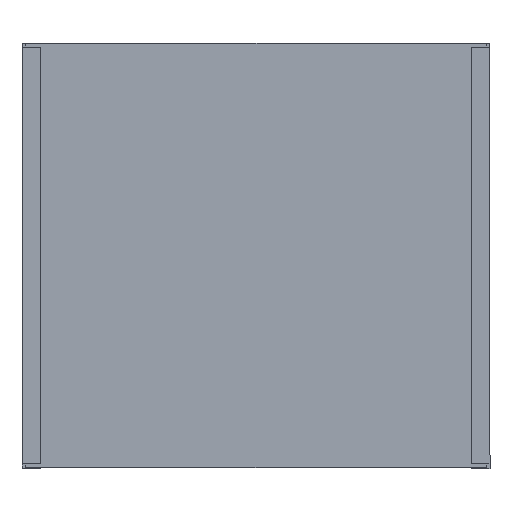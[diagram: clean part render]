
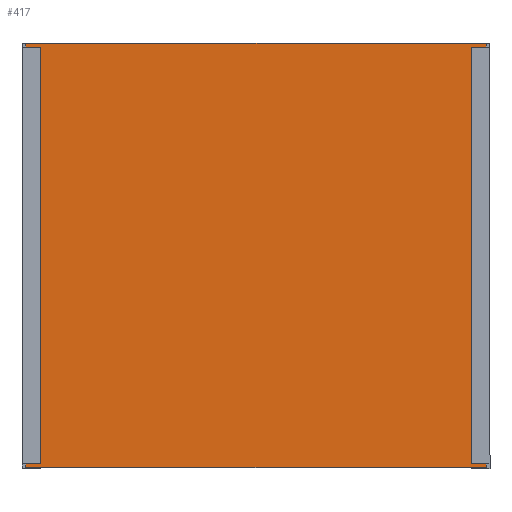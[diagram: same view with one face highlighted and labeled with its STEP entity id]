
A CAD part, top view. The second image highlights one B-rep face of the part: STEP entity #417.
In plain terms, the highlighted planar face has unit normal (0, 0, 1).
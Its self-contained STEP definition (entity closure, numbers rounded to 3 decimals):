
#85 = VECTOR ( 'NONE', #1614, 1000. ) ;
#151 = LINE ( 'NONE', #1383, #85 ) ;
#162 = EDGE_LOOP ( 'NONE', ( #890, #889, #888, #887, #886, #885, #884, #883, #882, #881, #880, #879 ) ) ;
#171 = EDGE_CURVE ( 'NONE', #1374, #1133, #151, .T. ) ;
#223 = FACE_OUTER_BOUND ( 'NONE', #162, .T. ) ;
#417 = ADVANCED_FACE ( 'NONE', ( #223 ), #1324, .T. ) ;
#448 = LINE ( 'NONE', #1165, #473 ) ;
#473 = VECTOR ( 'NONE', #1159, 1000. ) ;
#476 = LINE ( 'NONE', #1113, #515 ) ;
#481 = LINE ( 'NONE', #1150, #482 ) ;
#482 = VECTOR ( 'NONE', #1149, 1000. ) ;
#483 = LINE ( 'NONE', #1148, #484 ) ;
#484 = VECTOR ( 'NONE', #1147, 1000. ) ;
#495 = LINE ( 'NONE', #1134, #496 ) ;
#496 = VECTOR ( 'NONE', #1132, 1000. ) ;
#498 = LINE ( 'NONE', #1109, #520 ) ;
#515 = VECTOR ( 'NONE', #1108, 1000. ) ;
#520 = VECTOR ( 'NONE', #1100, 1000. ) ;
#532 = LINE ( 'NONE', #1087, #533 ) ;
#533 = VECTOR ( 'NONE', #1086, 1000. ) ;
#551 = LINE ( 'NONE', #1062, #552 ) ;
#552 = VECTOR ( 'NONE', #1061, 1000. ) ;
#553 = LINE ( 'NONE', #1060, #554 ) ;
#554 = VECTOR ( 'NONE', #1059, 1000. ) ;
#555 = LINE ( 'NONE', #1057, #556 ) ;
#556 = VECTOR ( 'NONE', #1056, 1000. ) ;
#557 = LINE ( 'NONE', #1054, #558 ) ;
#558 = VECTOR ( 'NONE', #1053, 1000. ) ;
#575 = EDGE_CURVE ( 'NONE', #1330, #1335, #448, .T. ) ;
#579 = EDGE_CURVE ( 'NONE', #1335, #1160, #481, .T. ) ;
#580 = EDGE_CURVE ( 'NONE', #1365, #1369, #483, .T. ) ;
#586 = EDGE_CURVE ( 'NONE', #1261, #1120, #495, .T. ) ;
#596 = EDGE_CURVE ( 'NONE', #1369, #1283, #476, .T. ) ;
#599 = EDGE_CURVE ( 'NONE', #1330, #1261, #498, .T. ) ;
#605 = EDGE_CURVE ( 'NONE', #1232, #1365, #532, .T. ) ;
#615 = EDGE_CURVE ( 'NONE', #1133, #1283, #551, .T. ) ;
#616 = EDGE_CURVE ( 'NONE', #1160, #1232, #553, .T. ) ;
#617 = EDGE_CURVE ( 'NONE', #1124, #1374, #555, .T. ) ;
#618 = EDGE_CURVE ( 'NONE', #1120, #1124, #557, .T. ) ;
#653 = AXIS2_PLACEMENT_3D ( 'NONE', #1321, #1313, #1312 ) ;
#879 = ORIENTED_EDGE ( 'NONE', *, *, #579, .T. ) ;
#880 = ORIENTED_EDGE ( 'NONE', *, *, #575, .T. ) ;
#881 = ORIENTED_EDGE ( 'NONE', *, *, #599, .F. ) ;
#882 = ORIENTED_EDGE ( 'NONE', *, *, #586, .F. ) ;
#883 = ORIENTED_EDGE ( 'NONE', *, *, #618, .F. ) ;
#884 = ORIENTED_EDGE ( 'NONE', *, *, #617, .F. ) ;
#885 = ORIENTED_EDGE ( 'NONE', *, *, #171, .F. ) ;
#886 = ORIENTED_EDGE ( 'NONE', *, *, #615, .F. ) ;
#887 = ORIENTED_EDGE ( 'NONE', *, *, #596, .T. ) ;
#888 = ORIENTED_EDGE ( 'NONE', *, *, #580, .T. ) ;
#889 = ORIENTED_EDGE ( 'NONE', *, *, #605, .T. ) ;
#890 = ORIENTED_EDGE ( 'NONE', *, *, #616, .T. ) ;
#957 = CARTESIAN_POINT ( 'NONE',  ( -5.835, 5.64, 6.49 ) ) ;
#959 = CARTESIAN_POINT ( 'NONE',  ( 6.235, 5.74, 6.49 ) ) ;
#961 = CARTESIAN_POINT ( 'NONE',  ( 6.235, 5.64, 6.49 ) ) ;
#968 = CARTESIAN_POINT ( 'NONE',  ( 6.235, -5.64, 6.49 ) ) ;
#969 = CARTESIAN_POINT ( 'NONE',  ( 6.235, -5.74, 6.49 ) ) ;
#983 = CARTESIAN_POINT ( 'NONE',  ( -6.235, 5.74, 6.49 ) ) ;
#987 = CARTESIAN_POINT ( 'NONE',  ( -6.235, -5.74, 6.49 ) ) ;
#994 = CARTESIAN_POINT ( 'NONE',  ( 5.835, 5.64, 6.49 ) ) ;
#1005 = CARTESIAN_POINT ( 'NONE',  ( 5.835, -5.64, 6.49 ) ) ;
#1010 = CARTESIAN_POINT ( 'NONE',  ( -6.235, 5.64, 6.49 ) ) ;
#1011 = CARTESIAN_POINT ( 'NONE',  ( -5.835, -5.64, 6.49 ) ) ;
#1012 = CARTESIAN_POINT ( 'NONE',  ( -6.235, -5.64, 6.49 ) ) ;
#1053 = DIRECTION ( 'NONE',  ( 1., 0., 0. ) ) ;
#1054 = CARTESIAN_POINT ( 'NONE',  ( 0., -5.64, 6.49 ) ) ;
#1056 = DIRECTION ( 'NONE',  ( 0., 1., 0. ) ) ;
#1057 = CARTESIAN_POINT ( 'NONE',  ( -5.835, -13.326, 6.49 ) ) ;
#1059 = DIRECTION ( 'NONE',  ( 0., 1., 0. ) ) ;
#1060 = CARTESIAN_POINT ( 'NONE',  ( 5.835, -13.326, 6.49 ) ) ;
#1061 = DIRECTION ( 'NONE',  ( 0., 1., 0. ) ) ;
#1062 = CARTESIAN_POINT ( 'NONE',  ( -6.235, -13.326, 6.49 ) ) ;
#1086 = DIRECTION ( 'NONE',  ( 1., 0., 0. ) ) ;
#1087 = CARTESIAN_POINT ( 'NONE',  ( 0., 5.64, 6.49 ) ) ;
#1100 = DIRECTION ( 'NONE',  ( -1., 0., 0. ) ) ;
#1108 = DIRECTION ( 'NONE',  ( -1., 0., 0. ) ) ;
#1109 = CARTESIAN_POINT ( 'NONE',  ( 0., -5.74, 6.49 ) ) ;
#1113 = CARTESIAN_POINT ( 'NONE',  ( 0., 5.74, 6.49 ) ) ;
#1120 = VERTEX_POINT ( 'NONE', #1012 ) ;
#1124 = VERTEX_POINT ( 'NONE', #1011 ) ;
#1132 = DIRECTION ( 'NONE',  ( 0., 1., 0. ) ) ;
#1133 = VERTEX_POINT ( 'NONE', #1010 ) ;
#1134 = CARTESIAN_POINT ( 'NONE',  ( -6.235, -13.326, 6.49 ) ) ;
#1147 = DIRECTION ( 'NONE',  ( 0., 1., 0. ) ) ;
#1148 = CARTESIAN_POINT ( 'NONE',  ( 6.235, -13.326, 6.49 ) ) ;
#1149 = DIRECTION ( 'NONE',  ( -1., 0., 0. ) ) ;
#1150 = CARTESIAN_POINT ( 'NONE',  ( 0., -5.64, 6.49 ) ) ;
#1159 = DIRECTION ( 'NONE',  ( 0., 1., 0. ) ) ;
#1160 = VERTEX_POINT ( 'NONE', #1005 ) ;
#1165 = CARTESIAN_POINT ( 'NONE',  ( 6.235, -13.326, 6.49 ) ) ;
#1232 = VERTEX_POINT ( 'NONE', #994 ) ;
#1261 = VERTEX_POINT ( 'NONE', #987 ) ;
#1283 = VERTEX_POINT ( 'NONE', #983 ) ;
#1312 = DIRECTION ( 'NONE',  ( 1., 0., 0. ) ) ;
#1313 = DIRECTION ( 'NONE',  ( 0., 0., 1. ) ) ;
#1321 = CARTESIAN_POINT ( 'NONE',  ( 0., -13.326, 6.49 ) ) ;
#1324 = PLANE ( 'NONE',  #653 ) ;
#1330 = VERTEX_POINT ( 'NONE', #969 ) ;
#1335 = VERTEX_POINT ( 'NONE', #968 ) ;
#1365 = VERTEX_POINT ( 'NONE', #961 ) ;
#1369 = VERTEX_POINT ( 'NONE', #959 ) ;
#1374 = VERTEX_POINT ( 'NONE', #957 ) ;
#1383 = CARTESIAN_POINT ( 'NONE',  ( 0., 5.64, 6.49 ) ) ;
#1614 = DIRECTION ( 'NONE',  ( -1., 0., 0. ) ) ;
